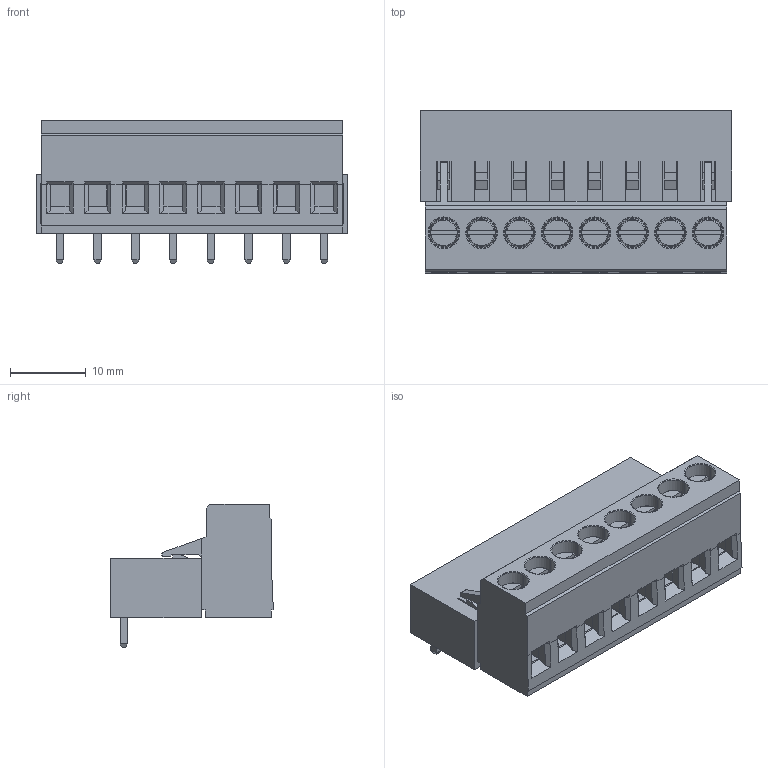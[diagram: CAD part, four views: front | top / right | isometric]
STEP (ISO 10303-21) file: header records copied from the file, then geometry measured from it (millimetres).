
FILE_DESCRIPTION (( 'STEP AP214' ), '1' );
FILE_NAME ('5EHDRC AND 5ESDV 8P.STEP', '2016-04-23T02:38:33', ( '' ), ( '' ), 'SwSTEP 2.0', 'SolidWorks 2016', '' );
FILE_SCHEMA (( 'AUTOMOTIVE_DESIGN' ));
Length unit declared in the file: millimetre
Products named in the file (20): 5EHDRC CASE; slotted cheese head screw_iso; slotted cheese head screw_iso_ISO 1207 - M2 x 5 --- 5S; 5EHDRC AND 5ESDV 8P; 5EHDRC PIN; 5ESDV WIRE RECEPTOR; 5ESDV 8P CASE; 5EHDRC; 5ESDV 8P ASSEMBLY
Assembly tree (14 placements, depth 3):
  slotted cheese head screw_iso
  5EHDRC AND 5ESDV 8P
    5EHDRC
      5EHDRC CASE
      5EHDRC PIN
    5ESDV 8P ASSEMBLY
      5ESDV 8P CASE
      5ESDV WIRE RECEPTOR
      slotted cheese head screw_iso_ISO 1207 - M2 x 5 --- 5S  x8
  5EHDRC PIN
  slotted cheese head screw_iso
  slotted cheese head screw_iso
Bounding box: 41.28 x 21.55 x 19 mm (x, y, z)
Volume: 7984 mm3; surface area: 11025.5 mm2
Topology: 26 solids, 26 shells, 1493 faces, 3861 edges, 2452 vertices
Faces by surface type: plane 667, cone 424, cylinder 322, torus 80
Entity records: 31138 total; most frequent: CARTESIAN_POINT 4978, DIRECTION 4825, ORIENTED_EDGE 4754, EDGE_CURVE 2377, VECTOR 1773, LINE 1773, AXIS2_PLACEMENT_3D 1526, VERTEX_POINT 1514
